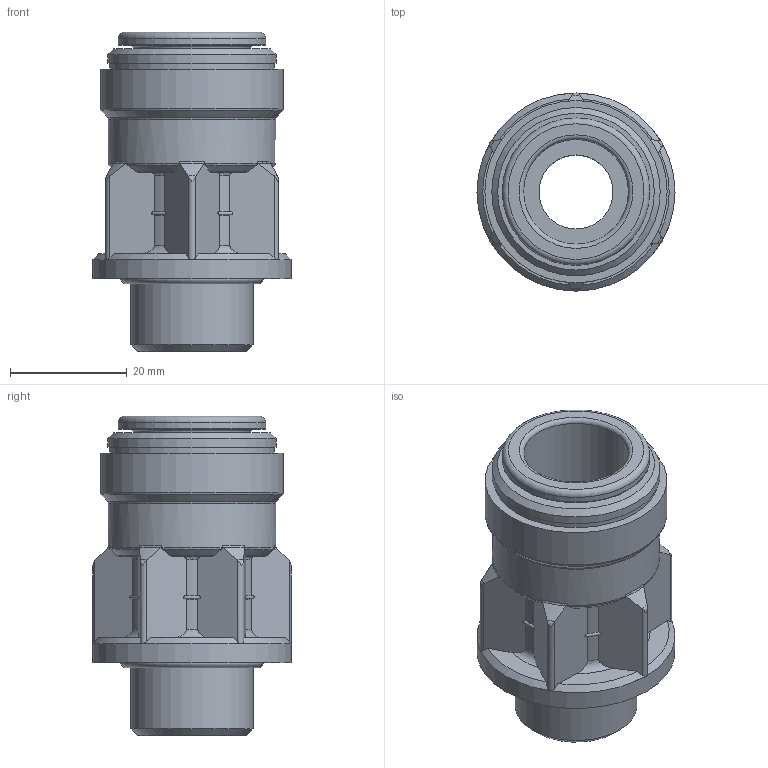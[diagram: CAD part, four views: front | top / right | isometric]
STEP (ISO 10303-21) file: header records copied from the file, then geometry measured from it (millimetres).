
FILE_DESCRIPTION(/* description */ ('STEP AP214'),/* implementation_level */ '2;1');
FILE_NAME(/* name */ '177685_CQ-1_2-18',/* time_stamp */ '2024-08-01T05:57:17+02:00',/* author */ ('License CC BY-ND 4.0'),/* organization */ ('CADENAS'),/* preprocessor_version */ 'ST-DEVELOPER v19.3',/* originating_system */ 'PARTsolutions',/* authorisation */ ' ');
FILE_SCHEMA (('AUTOMOTIVE_DESIGN {1 0 10303 214 3 1 1}'));
Length unit declared in the file: millimetre
Products named in the file (1): 177685 CQ-1/2-18
Bounding box: 34 x 34 x 54.8 mm (x, y, z)
Volume: 21091.3 mm3; surface area: 9890.6 mm2
Topology: 1 solids, 1 shells, 132 faces, 358 edges, 235 vertices
Faces by surface type: torus 49, plane 33, cylinder 28, cone 22
Full cylindrical faces by diameter (mm): 12.7 x1, 18 x1, 20.07 x1, 20.955 x1, 25.3 x1, 28.3 x1, 28.7 x1, 28.9 x1, 31.3 x1, 34 x1
Entity records: 4338 total; most frequent: CARTESIAN_POINT 1243, ORIENTED_EDGE 670, DIRECTION 576, EDGE_CURVE 335, AXIS2_PLACEMENT_3D 252, VERTEX_POINT 233, EDGE_LOOP 162, FACE_BOUND 162
